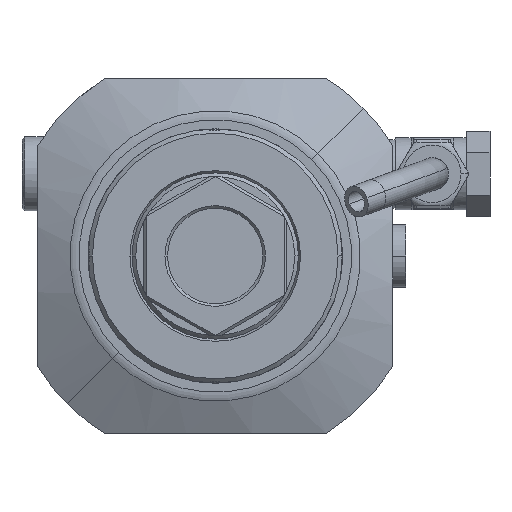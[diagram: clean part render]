
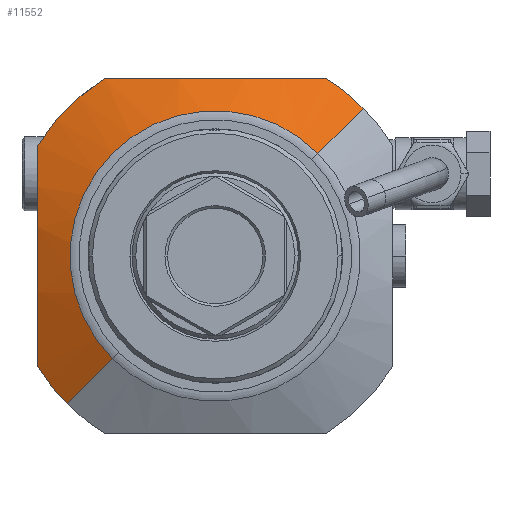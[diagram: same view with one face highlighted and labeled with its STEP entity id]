
A CAD part, left-side view. The second image highlights one B-rep face of the part: STEP entity #11552.
In plain terms, the highlighted conical face has half-angle 65 degrees and reference radius 33.468 mm.
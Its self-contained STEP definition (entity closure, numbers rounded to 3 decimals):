
#1730=CARTESIAN_POINT('',(-11.,20.928,33.5));
#1731=CARTESIAN_POINT('',(-11.142,20.352,33.5));
#1732=CARTESIAN_POINT('',(-11.416,19.212,33.5));
#1733=CARTESIAN_POINT('',(-11.791,17.538,33.5));
#1734=CARTESIAN_POINT('',(-12.134,15.893,33.5));
#1735=CARTESIAN_POINT('',(-12.444,14.271,33.5));
#1736=CARTESIAN_POINT('',(-12.723,12.667,33.5));
#1737=CARTESIAN_POINT('',(-12.971,11.075,33.5));
#1738=CARTESIAN_POINT('',(-13.188,9.489,33.5));
#1739=CARTESIAN_POINT('',(-13.374,7.907,33.5));
#1740=CARTESIAN_POINT('',(-13.527,6.327,33.5));
#1741=CARTESIAN_POINT('',(-13.647,4.746,33.5));
#1742=CARTESIAN_POINT('',(-13.734,3.165,33.5));
#1743=CARTESIAN_POINT('',(-13.786,1.583,33.5));
#1744=CARTESIAN_POINT('',(-13.804,0.,33.5));
#1745=CARTESIAN_POINT('',(-13.786,-1.583,33.5));
#1746=CARTESIAN_POINT('',(-13.734,-3.165,33.5));
#1747=CARTESIAN_POINT('',(-13.647,-4.746,33.5));
#1748=CARTESIAN_POINT('',(-13.527,-6.327,33.5));
#1749=CARTESIAN_POINT('',(-13.374,-7.907,33.5));
#1750=CARTESIAN_POINT('',(-13.188,-9.489,33.5));
#1751=CARTESIAN_POINT('',(-12.971,-11.075,33.5));
#1752=CARTESIAN_POINT('',(-12.723,-12.667,33.5));
#1753=CARTESIAN_POINT('',(-12.444,-14.271,33.5));
#1754=CARTESIAN_POINT('',(-12.134,-15.893,33.5));
#1755=CARTESIAN_POINT('',(-11.791,-17.538,33.5));
#1756=CARTESIAN_POINT('',(-11.416,-19.212,33.5));
#1757=CARTESIAN_POINT('',(-11.142,-20.352,33.5));
#1758=CARTESIAN_POINT('',(-11.,-20.928,33.5));
#1805=CARTESIAN_POINT('',(-11.,0.,0.));
#1806=DIRECTION('',(-1.,0.,0.));
#1807=DIRECTION('',(0.,-0.707,0.707));
#1808=AXIS2_PLACEMENT_3D('',#1805,#1806,#1807);
#1810=DIRECTION('',(0.423,0.641,-0.641));
#1811=VECTOR('',#1810,13.31);
#1812=CARTESIAN_POINT('',(-16.625,19.401,
-19.401));
#1813=LINE('',#1812,#1811);
#1819=DIRECTION('',(0.423,-0.641,0.641));
#1820=VECTOR('',#1819,13.31);
#1821=CARTESIAN_POINT('',(-16.625,-19.401,
19.401));
#1822=LINE('',#1821,#1820);
#1902=CARTESIAN_POINT('',(-11.,0.,0.));
#1903=DIRECTION('',(-1.,0.,0.));
#1904=DIRECTION('',(0.,0.848,-0.53));
#1905=AXIS2_PLACEMENT_3D('',#1902,#1903,#1904);
#1920=CARTESIAN_POINT('',(-11.,33.5,-20.928));
#1921=CARTESIAN_POINT('',(-11.142,33.5,-20.352));
#1922=CARTESIAN_POINT('',(-11.416,33.5,-19.212));
#1923=CARTESIAN_POINT('',(-11.791,33.5,-17.538));
#1924=CARTESIAN_POINT('',(-12.134,33.5,-15.893));
#1925=CARTESIAN_POINT('',(-12.444,33.5,-14.271));
#1926=CARTESIAN_POINT('',(-12.723,33.5,-12.667));
#1927=CARTESIAN_POINT('',(-12.971,33.5,-11.075));
#1928=CARTESIAN_POINT('',(-13.188,33.5,-9.489));
#1929=CARTESIAN_POINT('',(-13.374,33.5,-7.907));
#1930=CARTESIAN_POINT('',(-13.527,33.5,-6.327));
#1931=CARTESIAN_POINT('',(-13.647,33.5,-4.746));
#1932=CARTESIAN_POINT('',(-13.734,33.5,-3.165));
#1933=CARTESIAN_POINT('',(-13.786,33.5,-1.583));
#1934=CARTESIAN_POINT('',(-13.804,33.5,0.));
#1935=CARTESIAN_POINT('',(-13.786,33.5,1.583));
#1936=CARTESIAN_POINT('',(-13.734,33.5,3.165));
#1937=CARTESIAN_POINT('',(-13.647,33.5,4.746));
#1938=CARTESIAN_POINT('',(-13.527,33.5,6.327));
#1939=CARTESIAN_POINT('',(-13.374,33.5,7.907));
#1940=CARTESIAN_POINT('',(-13.188,33.5,9.489));
#1941=CARTESIAN_POINT('',(-12.971,33.5,11.075));
#1942=CARTESIAN_POINT('',(-12.723,33.5,12.667));
#1943=CARTESIAN_POINT('',(-12.444,33.5,14.271));
#1944=CARTESIAN_POINT('',(-12.134,33.5,15.893));
#1945=CARTESIAN_POINT('',(-11.791,33.5,17.538));
#1946=CARTESIAN_POINT('',(-11.416,33.5,19.212));
#1947=CARTESIAN_POINT('',(-11.142,33.5,20.352));
#1948=CARTESIAN_POINT('',(-11.,33.5,20.928));
#2148=CARTESIAN_POINT('',(-11.,0.,0.));
#2149=DIRECTION('',(-1.,0.,0.));
#2150=DIRECTION('',(0.,0.53,0.848));
#2151=AXIS2_PLACEMENT_3D('',#2148,#2149,#2150);
#2153=CARTESIAN_POINT('',(-16.625,0.,0.));
#2154=DIRECTION('',(1.,0.,0.));
#2155=DIRECTION('',(0.,0.707,-0.707));
#2156=AXIS2_PLACEMENT_3D('',#2153,#2154,#2155);
#8784=CARTESIAN_POINT('',(-16.625,19.401,
-19.401));
#8785=CARTESIAN_POINT('',(-16.625,-19.401,
19.401));
#8786=VERTEX_POINT('',#8784);
#8787=VERTEX_POINT('',#8785);
#8793=CARTESIAN_POINT('',(-11.,33.5,-20.928));
#8794=CARTESIAN_POINT('',(-11.,27.931,
-27.931));
#8795=VERTEX_POINT('',#8793);
#8796=VERTEX_POINT('',#8794);
#8797=VERTEX_POINT('',#1948);
#8798=CARTESIAN_POINT('',(-11.,20.928,33.5));
#8799=VERTEX_POINT('',#8798);
#8800=VERTEX_POINT('',#1758);
#8801=CARTESIAN_POINT('',(-11.,-27.931,
27.931));
#8802=VERTEX_POINT('',#8801);
#11536=CARTESIAN_POINT('',(-13.813,0.,0.));
#11537=DIRECTION('',(1.,0.,0.));
#11538=DIRECTION('',(0.,-0.707,0.707));
#11539=AXIS2_PLACEMENT_3D('',#11536,#11537,#11538);
#11540=CONICAL_SURFACE('',#11539,33.468,65.);
#11541=ORIENTED_EDGE('',*,*,#11256,.F.);
#11542=ORIENTED_EDGE('',*,*,#11280,.T.);
#11543=ORIENTED_EDGE('',*,*,#11529,.F.);
#11544=ORIENTED_EDGE('',*,*,#11161,.T.);
#11545=ORIENTED_EDGE('',*,*,#11184,.F.);
#11546=ORIENTED_EDGE('',*,*,#11207,.F.);
#11548=ORIENTED_EDGE('',*,*,#11547,.F.);
#11549=ORIENTED_EDGE('',*,*,#11203,.T.);
#11550=EDGE_LOOP('',(#11541,#11542,#11543,#11544,#11545,#11546,#11548,#11549));
#11551=FACE_OUTER_BOUND('',#11550,.F.);
#1759=B_SPLINE_CURVE_WITH_KNOTS('',3,(#1730,#1731,#1732,#1733,#1734,#1735,#1736,
#1737,#1738,#1739,#1740,#1741,#1742,#1743,#1744,#1745,#1746,#1747,#1748,#1749,
#1750,#1751,#1752,#1753,#1754,#1755,#1756,#1757,#1758),.UNSPECIFIED.,.F.,.F.,(4,
1,1,1,1,1,1,1,1,1,1,1,1,1,1,1,1,1,1,1,1,1,1,1,1,1,4),(0.,0.038,
0.077,0.115,0.154,0.192,
0.231,0.269,0.308,0.346,
0.385,0.423,0.462,0.5,0.538,
0.577,0.615,0.654,0.692,
0.731,0.769,0.808,0.846,
0.885,0.923,0.962,1.),.UNSPECIFIED.);
#1809=CIRCLE('',#1808,39.5);
#1906=CIRCLE('',#1905,39.5);
#1949=B_SPLINE_CURVE_WITH_KNOTS('',3,(#1920,#1921,#1922,#1923,#1924,#1925,#1926,
#1927,#1928,#1929,#1930,#1931,#1932,#1933,#1934,#1935,#1936,#1937,#1938,#1939,
#1940,#1941,#1942,#1943,#1944,#1945,#1946,#1947,#1948),.UNSPECIFIED.,.F.,.F.,(4,
1,1,1,1,1,1,1,1,1,1,1,1,1,1,1,1,1,1,1,1,1,1,1,1,1,4),(0.,0.038,
0.077,0.115,0.154,0.192,
0.231,0.269,0.308,0.346,
0.385,0.423,0.462,0.5,0.538,
0.577,0.615,0.654,0.692,
0.731,0.769,0.808,0.846,
0.885,0.923,0.962,1.),.UNSPECIFIED.);
#2152=CIRCLE('',#2151,39.5);
#2157=CIRCLE('',#2156,27.437);
#11161=EDGE_CURVE('',#8799,#8800,#1759,.T.);
#11184=EDGE_CURVE('',#8802,#8800,#1809,.T.);
#11203=EDGE_CURVE('',#8786,#8796,#1813,.T.);
#11207=EDGE_CURVE('',#8787,#8802,#1822,.T.);
#11256=EDGE_CURVE('',#8795,#8796,#1906,.T.);
#11280=EDGE_CURVE('',#8795,#8797,#1949,.T.);
#11529=EDGE_CURVE('',#8799,#8797,#2152,.T.);
#11547=EDGE_CURVE('',#8786,#8787,#2157,.T.);
#11552=ADVANCED_FACE('',(#11551),#11540,.T.);
